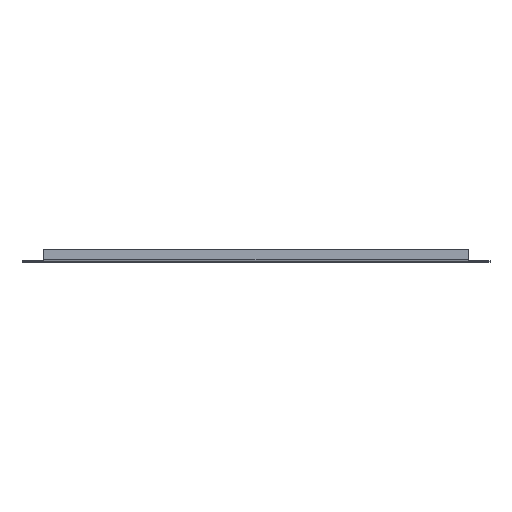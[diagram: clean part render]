
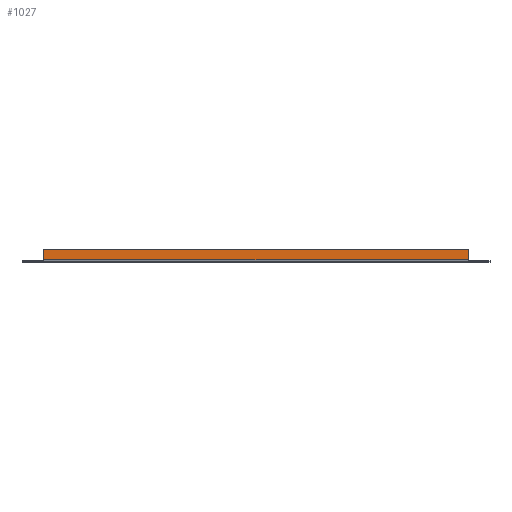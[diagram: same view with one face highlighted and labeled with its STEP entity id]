
A CAD part, top view. The second image highlights one B-rep face of the part: STEP entity #1027.
In plain terms, the highlighted planar face has unit normal (0, 0, 1).
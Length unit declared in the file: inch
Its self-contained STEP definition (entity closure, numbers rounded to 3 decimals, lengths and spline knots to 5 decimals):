
#76 = LINE ( 'NONE', #1094, #769 ) ;
#145 = CARTESIAN_POINT ( 'NONE',  ( 8.625, 0.5, 4.359 ) ) ;
#156 = VERTEX_POINT ( 'NONE', #973 ) ;
#175 = DIRECTION ( 'NONE',  ( 0., -1., 0. ) ) ;
#213 = ORIENTED_EDGE ( 'NONE', *, *, #995, .F. ) ;
#260 = VECTOR ( 'NONE', #1210, 39.37008 ) ;
#318 = CARTESIAN_POINT ( 'NONE',  ( -8.625, 0.04648, 4.359 ) ) ;
#340 = EDGE_CURVE ( 'NONE', #1287, #1143, #1155, .T. ) ;
#389 = CARTESIAN_POINT ( 'NONE',  ( 8.625, 0.04648, 4.359 ) ) ;
#397 = DIRECTION ( 'NONE',  ( 0., 1., 0. ) ) ;
#532 = LINE ( 'NONE', #1326, #1110 ) ;
#632 = DIRECTION ( 'NONE',  ( 0., 0., -1. ) ) ;
#649 = FACE_OUTER_BOUND ( 'NONE', #1039, .T. ) ;
#742 = LINE ( 'NONE', #1433, #260 ) ;
#746 = ORIENTED_EDGE ( 'NONE', *, *, #977, .F. ) ;
#769 = VECTOR ( 'NONE', #175, 39.37008 ) ;
#973 = CARTESIAN_POINT ( 'NONE',  ( 8.625, 0.086, 4.359 ) ) ;
#977 = EDGE_CURVE ( 'NONE', #156, #1143, #742, .T. ) ;
#995 = EDGE_CURVE ( 'NONE', #1270, #156, #76, .T. ) ;
#1024 = ORIENTED_EDGE ( 'NONE', *, *, #340, .T. ) ;
#1027 = ADVANCED_FACE ( 'NONE', ( #649 ), #1117, .F. ) ;
#1029 = EDGE_CURVE ( 'NONE', #1287, #1270, #532, .T. ) ;
#1033 = VECTOR ( 'NONE', #1484, 39.37008 ) ;
#1039 = EDGE_LOOP ( 'NONE', ( #213, #1122, #1024, #746 ) ) ;
#1050 = CARTESIAN_POINT ( 'NONE',  ( -8.625, 0.5, 4.359 ) ) ;
#1094 = CARTESIAN_POINT ( 'NONE',  ( 8.625, 0.04648, 4.359 ) ) ;
#1100 = DIRECTION ( 'NONE',  ( 1., 0., 0. ) ) ;
#1110 = VECTOR ( 'NONE', #1100, 39.37008 ) ;
#1117 = PLANE ( 'NONE',  #1379 ) ;
#1122 = ORIENTED_EDGE ( 'NONE', *, *, #1029, .F. ) ;
#1143 = VERTEX_POINT ( 'NONE', #1364 ) ;
#1155 = LINE ( 'NONE', #318, #1033 ) ;
#1210 = DIRECTION ( 'NONE',  ( -1., 0., 0. ) ) ;
#1270 = VERTEX_POINT ( 'NONE', #145 ) ;
#1287 = VERTEX_POINT ( 'NONE', #1050 ) ;
#1326 = CARTESIAN_POINT ( 'NONE',  ( 8.625, 0.5, 4.359 ) ) ;
#1364 = CARTESIAN_POINT ( 'NONE',  ( -8.625, 0.086, 4.359 ) ) ;
#1379 = AXIS2_PLACEMENT_3D ( 'NONE', #389, #632, #397 ) ;
#1433 = CARTESIAN_POINT ( 'NONE',  ( 8.625, 0.086, 4.359 ) ) ;
#1484 = DIRECTION ( 'NONE',  ( 0., -1., 0. ) ) ;
